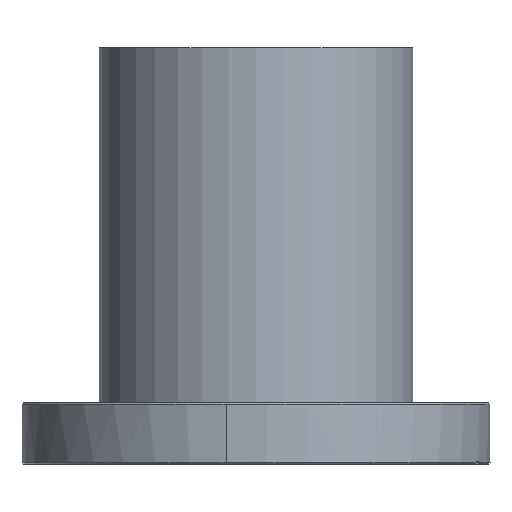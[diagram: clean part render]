
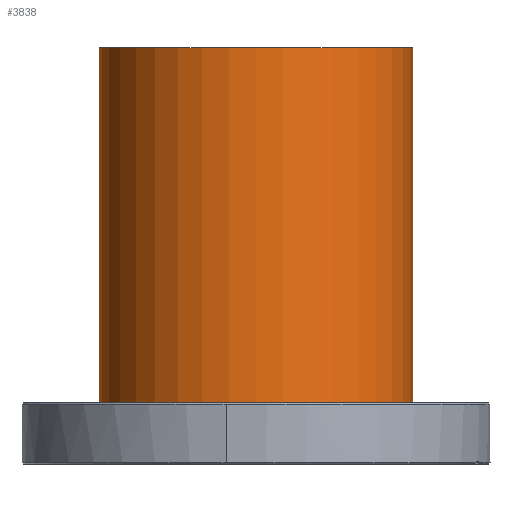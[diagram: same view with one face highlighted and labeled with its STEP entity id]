
A CAD part, front view. The second image highlights one B-rep face of the part: STEP entity #3838.
In plain terms, the highlighted cylindrical face has radius 50.8 mm (diameter 101.6 mm), a partial arc.
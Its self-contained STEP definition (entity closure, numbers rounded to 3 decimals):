
#117 = CARTESIAN_POINT ( 'NONE',  ( -50.8, 0., -123.9 ) ) ;
#464 = DIRECTION ( 'NONE',  ( 0., 0., 1. ) ) ;
#705 = EDGE_LOOP ( 'NONE', ( #4834, #4958, #4405, #3041 ) ) ;
#770 = VECTOR ( 'NONE', #853, 1000. ) ;
#798 = CARTESIAN_POINT ( 'NONE',  ( -50.8, 0., 0. ) ) ;
#853 = DIRECTION ( 'NONE',  ( 0., 0., 1. ) ) ;
#858 = EDGE_CURVE ( 'NONE', #2901, #4850, #4772, .T. ) ;
#1102 = AXIS2_PLACEMENT_3D ( 'NONE', #1885, #4551, #2264 ) ;
#1178 = CARTESIAN_POINT ( 'NONE',  ( 50.8, 0., -123.9 ) ) ;
#1325 = VERTEX_POINT ( 'NONE', #798 ) ;
#1395 = CIRCLE ( 'NONE', #1102, 50.8 ) ;
#1885 = CARTESIAN_POINT ( 'NONE',  ( 0., 0., -123.9 ) ) ;
#2172 = CARTESIAN_POINT ( 'NONE',  ( 50.8, 0., 0. ) ) ;
#2194 = DIRECTION ( 'NONE',  ( 0., 0., 1. ) ) ;
#2264 = DIRECTION ( 'NONE',  ( 1., 0., 0. ) ) ;
#2275 = AXIS2_PLACEMENT_3D ( 'NONE', #3001, #464, #3973 ) ;
#2611 = CARTESIAN_POINT ( 'NONE',  ( 0., 0., -123.9 ) ) ;
#2642 = FACE_OUTER_BOUND ( 'NONE', #705, .T. ) ;
#2737 = AXIS2_PLACEMENT_3D ( 'NONE', #2611, #4510, #4897 ) ;
#2766 = CYLINDRICAL_SURFACE ( 'NONE', #2737, 50.8 ) ;
#2814 = EDGE_CURVE ( 'NONE', #1325, #4850, #4934, .T. ) ;
#2901 = VERTEX_POINT ( 'NONE', #1178 ) ;
#3001 = CARTESIAN_POINT ( 'NONE',  ( 0., 0., 0. ) ) ;
#3041 = ORIENTED_EDGE ( 'NONE', *, *, #2814, .F. ) ;
#3250 = CARTESIAN_POINT ( 'NONE',  ( 50.8, 0., -123.9 ) ) ;
#3253 = EDGE_CURVE ( 'NONE', #4110, #1325, #3605, .T. ) ;
#3605 = LINE ( 'NONE', #4869, #4610 ) ;
#3838 = ADVANCED_FACE ( 'NONE', ( #2642 ), #2766, .T. ) ;
#3973 = DIRECTION ( 'NONE',  ( 1., 0., 0. ) ) ;
#4110 = VERTEX_POINT ( 'NONE', #117 ) ;
#4405 = ORIENTED_EDGE ( 'NONE', *, *, #858, .T. ) ;
#4510 = DIRECTION ( 'NONE',  ( 0., 0., 1. ) ) ;
#4551 = DIRECTION ( 'NONE',  ( 0., 0., 1. ) ) ;
#4610 = VECTOR ( 'NONE', #2194, 1000. ) ;
#4772 = LINE ( 'NONE', #3250, #770 ) ;
#4834 = ORIENTED_EDGE ( 'NONE', *, *, #3253, .F. ) ;
#4850 = VERTEX_POINT ( 'NONE', #2172 ) ;
#4869 = CARTESIAN_POINT ( 'NONE',  ( -50.8, 0., -123.9 ) ) ;
#4897 = DIRECTION ( 'NONE',  ( 1., 0., 0. ) ) ;
#4934 = CIRCLE ( 'NONE', #2275, 50.8 ) ;
#4958 = ORIENTED_EDGE ( 'NONE', *, *, #5029, .T. ) ;
#5029 = EDGE_CURVE ( 'NONE', #4110, #2901, #1395, .T. ) ;
